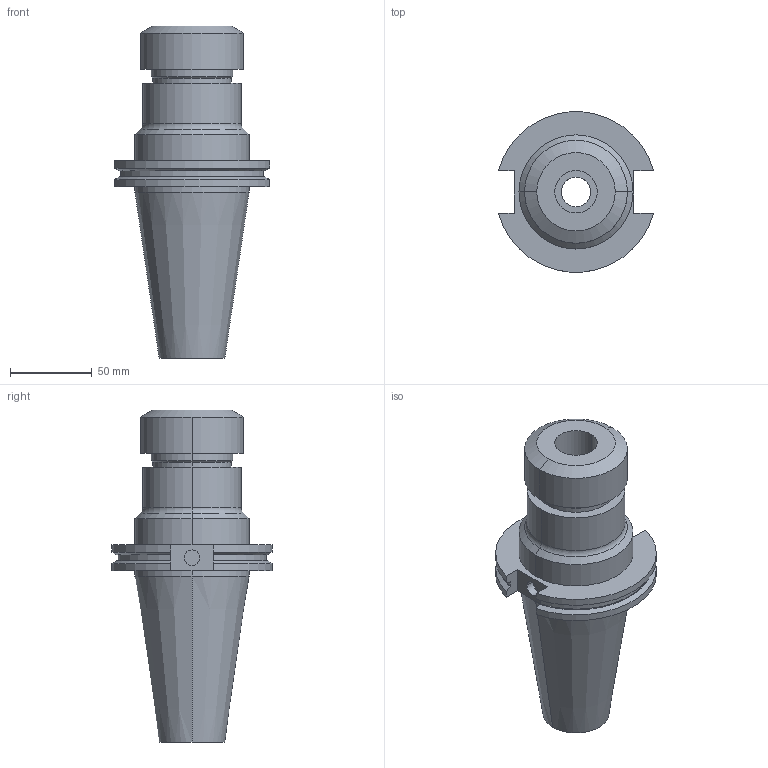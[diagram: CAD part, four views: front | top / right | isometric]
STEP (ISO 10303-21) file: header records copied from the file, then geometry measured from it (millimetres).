
FILE_DESCRIPTION (( 'STEP AP203' ), '1' );
FILE_NAME ('STP-22321-AD+B.STEP', '2020-06-29T08:34:49', ( '' ), ( '' ), 'SwSTEP 2.0', 'SolidWorks 2017', '' );
FILE_SCHEMA (( 'CONFIG_CONTROL_DESIGN' ));
Length unit declared in the file: millimetre
Products named in the file (1): STP-22321-AD+B
Bounding box: 94.95 x 98.05 x 203.2 mm (x, y, z)
Volume: 535070.7 mm3; surface area: 67311.1 mm2
Topology: 1 solids, 1 shells, 69 faces, 156 edges, 96 vertices
Faces by surface type: cylinder 30, plane 19, cone 18, torus 2
Entity records: 2021 total; most frequent: DIRECTION 362, CARTESIAN_POINT 346, ORIENTED_EDGE 312, EDGE_CURVE 156, AXIS2_PLACEMENT_3D 144, VERTEX_POINT 96, EDGE_LOOP 78, CIRCLE 74
